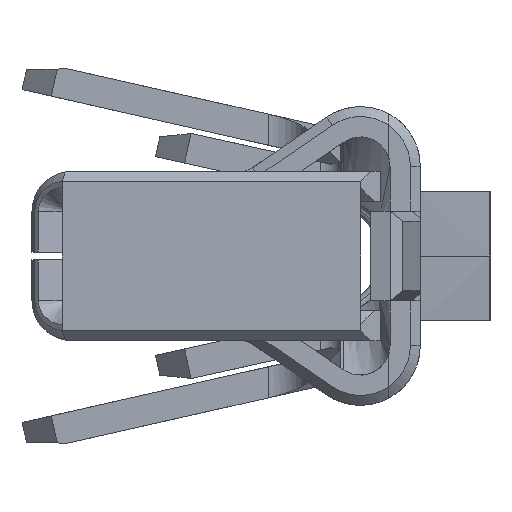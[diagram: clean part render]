
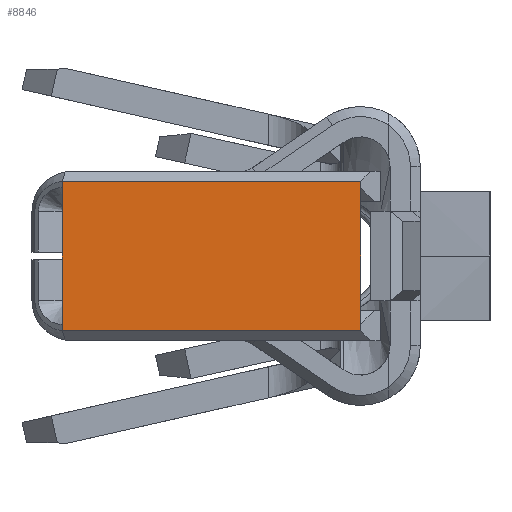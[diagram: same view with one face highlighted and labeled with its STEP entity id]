
A CAD part, left-side view. The second image highlights one B-rep face of the part: STEP entity #8846.
In plain terms, the highlighted planar face has unit normal (-1, 0, 0).
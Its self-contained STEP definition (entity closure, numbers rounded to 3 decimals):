
#194=CARTESIAN_POINT('',(-4.7,0.3,0.343));
#195=VERTEX_POINT('',#194);
#217=CARTESIAN_POINT('',(-4.7,0.3,0.375));
#218=VERTEX_POINT('',#217);
#244=CARTESIAN_POINT('',(-4.7,1.798,0.375));
#245=VERTEX_POINT('',#244);
#255=CARTESIAN_POINT('',(-4.7,0.3,0.375));
#256=DIRECTION('',(0.,1.,0.));
#257=VECTOR('',#256,1.498);
#258=LINE('',#255,#257);
#259=EDGE_CURVE('',#218,#245,#258,.T.);
#5424=CARTESIAN_POINT('',(-4.7,0.3,-0.343));
#5425=VERTEX_POINT('',#5424);
#5447=CARTESIAN_POINT('',(-4.7,0.3,0.343));
#5448=DIRECTION('',(0.,0.,1.));
#5449=VECTOR('',#5448,0.032);
#5450=LINE('',#5447,#5449);
#5451=EDGE_CURVE('',#195,#218,#5450,.T.);
#5489=CARTESIAN_POINT('',(-4.7,0.3,-0.375));
#5490=VERTEX_POINT('',#5489);
#5491=CARTESIAN_POINT('',(-4.7,0.3,-0.375));
#5492=DIRECTION('',(0.,0.,1.));
#5493=VECTOR('',#5492,0.032);
#5494=LINE('',#5491,#5493);
#5495=EDGE_CURVE('',#5490,#5425,#5494,.T.);
#6032=CARTESIAN_POINT('',(-4.7,1.798,-0.343));
#6033=VERTEX_POINT('',#6032);
#6216=CARTESIAN_POINT('',(-4.7,1.798,0.343));
#6217=VERTEX_POINT('',#6216);
#6233=CARTESIAN_POINT('',(-4.7,1.798,0.375));
#6234=DIRECTION('',(0.,0.014,-1.));
#6235=VECTOR('',#6234,0.032);
#6236=LINE('',#6233,#6235);
#6237=EDGE_CURVE('',#245,#6217,#6236,.T.);
#6256=CARTESIAN_POINT('',(-4.7,1.798,-0.375));
#6257=VERTEX_POINT('',#6256);
#6272=CARTESIAN_POINT('',(-4.7,1.798,-0.343));
#6273=DIRECTION('',(0.,-0.014,-1.));
#6274=VECTOR('',#6273,0.032);
#6275=LINE('',#6272,#6274);
#6276=EDGE_CURVE('',#6033,#6257,#6275,.T.);
#6557=CARTESIAN_POINT('',(-4.7,1.798,-0.375));
#6558=DIRECTION('',(0.,-1.,0.));
#6559=VECTOR('',#6558,1.498);
#6560=LINE('',#6557,#6559);
#6561=EDGE_CURVE('',#6257,#5490,#6560,.T.);
#8780=CARTESIAN_POINT('',(-4.7,0.3,-0.343));
#8781=DIRECTION('',(0.,0.,1.));
#8782=VECTOR('',#8781,0.686);
#8783=LINE('',#8780,#8782);
#8784=EDGE_CURVE('',#5425,#195,#8783,.T.);
#8802=CARTESIAN_POINT('',(-4.7,1.798,0.343));
#8803=DIRECTION('',(0.,0.,-1.));
#8804=VECTOR('',#8803,0.685);
#8805=LINE('',#8802,#8804);
#8806=EDGE_CURVE('',#6217,#6033,#8805,.T.);
#8831=CARTESIAN_POINT('',(-4.7,1.049,-0.374));
#8832=DIRECTION('',(0.,1.,0.));
#8833=DIRECTION('',(-1.,0.,-0.));
#8834=AXIS2_PLACEMENT_3D('',#8831,#8833,#8832);
#8835=PLANE('',#8834);
#8836=ORIENTED_EDGE('',*,*,#8784,.T.);
#8837=ORIENTED_EDGE('',*,*,#5451,.T.);
#8838=ORIENTED_EDGE('',*,*,#259,.T.);
#8839=ORIENTED_EDGE('',*,*,#6237,.T.);
#8840=ORIENTED_EDGE('',*,*,#8806,.T.);
#8841=ORIENTED_EDGE('',*,*,#6276,.T.);
#8842=ORIENTED_EDGE('',*,*,#6561,.T.);
#8843=ORIENTED_EDGE('',*,*,#5495,.T.);
#8844=EDGE_LOOP('',(#8836,#8837,#8838,#8839,#8840,#8841,#8842,#8843));
#8845=FACE_OUTER_BOUND('',#8844,.T.);
#8846=ADVANCED_FACE('',(#8845),#8835,.T.);
